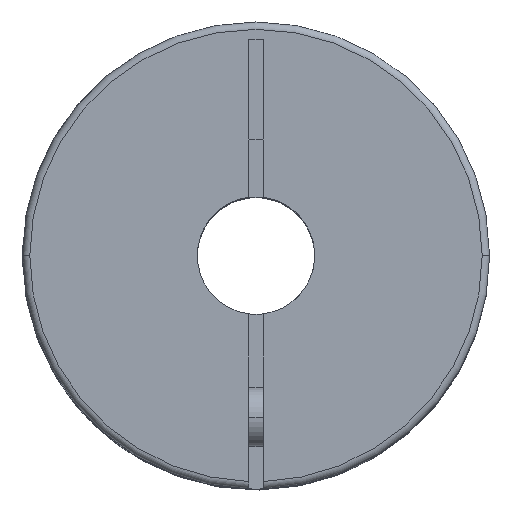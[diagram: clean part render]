
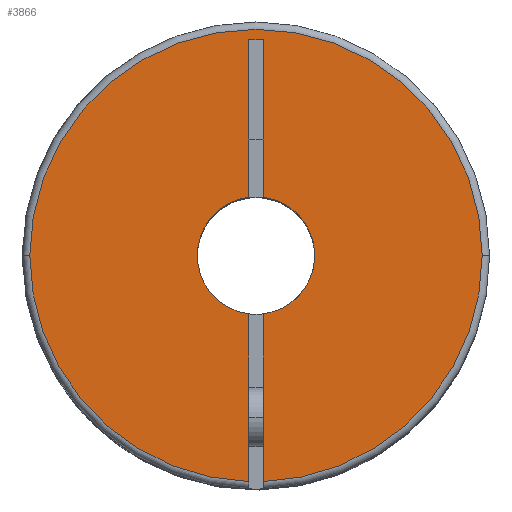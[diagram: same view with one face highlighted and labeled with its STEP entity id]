
A CAD part, top view. The second image highlights one B-rep face of the part: STEP entity #3866.
In plain terms, the highlighted planar face has unit normal (0, 0, 1).
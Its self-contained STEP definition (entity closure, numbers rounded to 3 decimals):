
#18 = VECTOR ( 'NONE', #4262, 1000. ) ;
#32 = EDGE_CURVE ( 'NONE', #707, #4366, #178, .T. ) ;
#178 = LINE ( 'NONE', #1511, #1719 ) ;
#206 = EDGE_CURVE ( 'NONE', #4149, #2665, #1415, .T. ) ;
#242 = CARTESIAN_POINT ( 'NONE',  ( 0., 0., 0. ) ) ;
#269 = ORIENTED_EDGE ( 'NONE', *, *, #712, .F. ) ;
#326 = DIRECTION ( 'NONE',  ( 0., 0., -1. ) ) ;
#371 = CARTESIAN_POINT ( 'NONE',  ( 0., 0., 0. ) ) ;
#372 = VERTEX_POINT ( 'NONE', #3100 ) ;
#410 = DIRECTION ( 'NONE',  ( 0., 0., -1. ) ) ;
#474 = CIRCLE ( 'NONE', #4074, 4. ) ;
#567 = VERTEX_POINT ( 'NONE', #3853 ) ;
#580 = ORIENTED_EDGE ( 'NONE', *, *, #3404, .F. ) ;
#606 = CARTESIAN_POINT ( 'NONE',  ( -4., 0., 0. ) ) ;
#671 = ORIENTED_EDGE ( 'NONE', *, *, #4090, .F. ) ;
#697 = ORIENTED_EDGE ( 'NONE', *, *, #990, .T. ) ;
#707 = VERTEX_POINT ( 'NONE', #3654 ) ;
#712 = EDGE_CURVE ( 'NONE', #372, #4149, #3295, .T. ) ;
#875 = CARTESIAN_POINT ( 'NONE',  ( -0.5, 14.7, 0. ) ) ;
#899 = EDGE_LOOP ( 'NONE', ( #580, #2100, #3625, #697, #671, #2645, #269, #3711, #2270, #3291, #1374 ) ) ;
#964 = CIRCLE ( 'NONE', #4015, 15.4 ) ;
#968 = DIRECTION ( 'NONE',  ( 0., 0., -1. ) ) ;
#990 = EDGE_CURVE ( 'NONE', #2158, #3213, #474, .T. ) ;
#1002 = DIRECTION ( 'NONE',  ( -1., 0., 0. ) ) ;
#1061 = CIRCLE ( 'NONE', #3271, 15.4 ) ;
#1068 = LINE ( 'NONE', #3785, #2279 ) ;
#1093 = VECTOR ( 'NONE', #2858, 1000. ) ;
#1136 = AXIS2_PLACEMENT_3D ( 'NONE', #1461, #2838, #2517 ) ;
#1158 = PLANE ( 'NONE',  #1136 ) ;
#1191 = CARTESIAN_POINT ( 'NONE',  ( 0., 0., 0. ) ) ;
#1374 = ORIENTED_EDGE ( 'NONE', *, *, #3539, .F. ) ;
#1415 = LINE ( 'NONE', #1779, #1093 ) ;
#1461 = CARTESIAN_POINT ( 'NONE',  ( 0., 0., 0. ) ) ;
#1507 = FACE_OUTER_BOUND ( 'NONE', #899, .T. ) ;
#1511 = CARTESIAN_POINT ( 'NONE',  ( -0.5, 14.7, 0. ) ) ;
#1537 = DIRECTION ( 'NONE',  ( 0., 1., 0. ) ) ;
#1540 = CARTESIAN_POINT ( 'NONE',  ( 0.5, 14.7, 0. ) ) ;
#1544 = AXIS2_PLACEMENT_3D ( 'NONE', #3204, #2545, #3890 ) ;
#1566 = CARTESIAN_POINT ( 'NONE',  ( 0.5, -15.9, 0. ) ) ;
#1620 = DIRECTION ( 'NONE',  ( -1., 0., 0. ) ) ;
#1633 = VERTEX_POINT ( 'NONE', #4148 ) ;
#1719 = VECTOR ( 'NONE', #3617, 1000. ) ;
#1779 = CARTESIAN_POINT ( 'NONE',  ( 0.5, 14.7, 0. ) ) ;
#1867 = DIRECTION ( 'NONE',  ( -1., 0., 0. ) ) ;
#1903 = EDGE_CURVE ( 'NONE', #1633, #567, #964, .T. ) ;
#2008 = CARTESIAN_POINT ( 'NONE',  ( 0., 0., 0. ) ) ;
#2049 = CARTESIAN_POINT ( 'NONE',  ( 0., 0., 0. ) ) ;
#2093 = DIRECTION ( 'NONE',  ( 0., 1., 0. ) ) ;
#2100 = ORIENTED_EDGE ( 'NONE', *, *, #32, .F. ) ;
#2158 = VERTEX_POINT ( 'NONE', #606 ) ;
#2270 = ORIENTED_EDGE ( 'NONE', *, *, #3991, .F. ) ;
#2279 = VECTOR ( 'NONE', #2093, 1000. ) ;
#2373 = DIRECTION ( 'NONE',  ( -1., 0., 0. ) ) ;
#2500 = AXIS2_PLACEMENT_3D ( 'NONE', #242, #3598, #2525 ) ;
#2512 = DIRECTION ( 'NONE',  ( 0., 0., -1. ) ) ;
#2517 = DIRECTION ( 'NONE',  ( 0., -1., 0. ) ) ;
#2525 = DIRECTION ( 'NONE',  ( -1., 0., 0. ) ) ;
#2545 = DIRECTION ( 'NONE',  ( 0., 0., -1. ) ) ;
#2600 = VECTOR ( 'NONE', #1537, 1000. ) ;
#2645 = ORIENTED_EDGE ( 'NONE', *, *, #206, .F. ) ;
#2665 = VERTEX_POINT ( 'NONE', #875 ) ;
#2838 = DIRECTION ( 'NONE',  ( 0., 0., -1. ) ) ;
#2858 = DIRECTION ( 'NONE',  ( -1., 0., 0. ) ) ;
#2925 = AXIS2_PLACEMENT_3D ( 'NONE', #1191, #2512, #1867 ) ;
#2941 = CARTESIAN_POINT ( 'NONE',  ( 0.5, -3.969, 0. ) ) ;
#3100 = CARTESIAN_POINT ( 'NONE',  ( 0.5, 3.969, 0. ) ) ;
#3121 = VERTEX_POINT ( 'NONE', #2941 ) ;
#3204 = CARTESIAN_POINT ( 'NONE',  ( 0., 0., 0. ) ) ;
#3213 = VERTEX_POINT ( 'NONE', #3729 ) ;
#3251 = CARTESIAN_POINT ( 'NONE',  ( -0.5, 14.7, 0. ) ) ;
#3271 = AXIS2_PLACEMENT_3D ( 'NONE', #2008, #968, #1620 ) ;
#3291 = ORIENTED_EDGE ( 'NONE', *, *, #1903, .F. ) ;
#3295 = LINE ( 'NONE', #1566, #2600 ) ;
#3404 = EDGE_CURVE ( 'NONE', #4366, #3872, #4324, .T. ) ;
#3494 = CARTESIAN_POINT ( 'NONE',  ( -0.5, -15.392, 0. ) ) ;
#3519 = EDGE_CURVE ( 'NONE', #372, #3121, #3630, .T. ) ;
#3539 = EDGE_CURVE ( 'NONE', #3872, #1633, #1061, .T. ) ;
#3585 = LINE ( 'NONE', #3251, #18 ) ;
#3598 = DIRECTION ( 'NONE',  ( 0., 0., -1. ) ) ;
#3617 = DIRECTION ( 'NONE',  ( 0., -1., 0. ) ) ;
#3625 = ORIENTED_EDGE ( 'NONE', *, *, #4022, .T. ) ;
#3630 = CIRCLE ( 'NONE', #1544, 4. ) ;
#3654 = CARTESIAN_POINT ( 'NONE',  ( -0.5, -3.969, 0. ) ) ;
#3711 = ORIENTED_EDGE ( 'NONE', *, *, #3519, .T. ) ;
#3729 = CARTESIAN_POINT ( 'NONE',  ( -0.5, 3.969, 0. ) ) ;
#3785 = CARTESIAN_POINT ( 'NONE',  ( 0.5, -15.9, 0. ) ) ;
#3848 = CIRCLE ( 'NONE', #2925, 4. ) ;
#3853 = CARTESIAN_POINT ( 'NONE',  ( 0.5, -15.392, 0. ) ) ;
#3866 = ADVANCED_FACE ( 'NONE', ( #1507 ), #1158, .F. ) ;
#3872 = VERTEX_POINT ( 'NONE', #3899 ) ;
#3890 = DIRECTION ( 'NONE',  ( -1., 0., 0. ) ) ;
#3899 = CARTESIAN_POINT ( 'NONE',  ( -15.4, 0., 0. ) ) ;
#3991 = EDGE_CURVE ( 'NONE', #567, #3121, #1068, .T. ) ;
#4015 = AXIS2_PLACEMENT_3D ( 'NONE', #371, #326, #2373 ) ;
#4022 = EDGE_CURVE ( 'NONE', #707, #2158, #3848, .T. ) ;
#4074 = AXIS2_PLACEMENT_3D ( 'NONE', #2049, #410, #1002 ) ;
#4090 = EDGE_CURVE ( 'NONE', #2665, #3213, #3585, .T. ) ;
#4148 = CARTESIAN_POINT ( 'NONE',  ( 15.4, 0., 0. ) ) ;
#4149 = VERTEX_POINT ( 'NONE', #1540 ) ;
#4262 = DIRECTION ( 'NONE',  ( 0., -1., 0. ) ) ;
#4324 = CIRCLE ( 'NONE', #2500, 15.4 ) ;
#4366 = VERTEX_POINT ( 'NONE', #3494 ) ;
